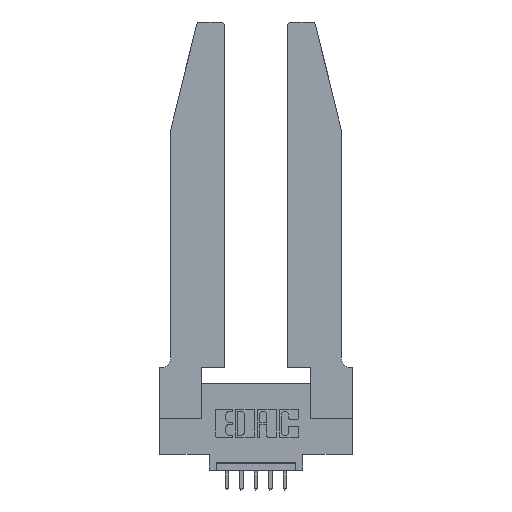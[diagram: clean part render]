
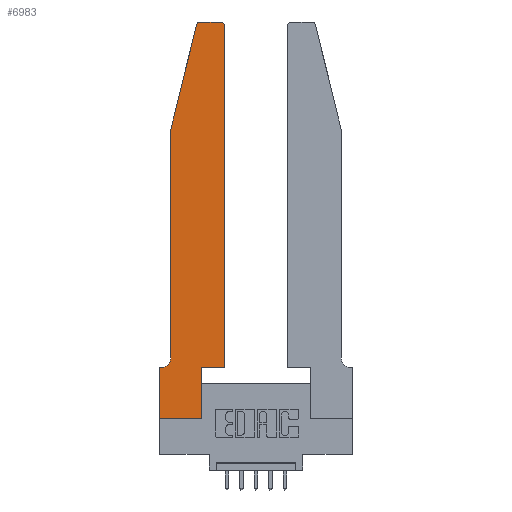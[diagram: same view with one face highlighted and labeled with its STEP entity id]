
A CAD part, top view. The second image highlights one B-rep face of the part: STEP entity #6983.
In plain terms, the highlighted planar face has unit normal (0, 0, 1).
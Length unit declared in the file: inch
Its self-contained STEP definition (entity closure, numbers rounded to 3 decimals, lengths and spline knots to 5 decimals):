
#16 = CARTESIAN_POINT ( 'NONE',  ( 0.4205, 2.72, 0.37 ) ) ;
#67 = DIRECTION ( 'NONE',  ( 0., 0., 1. ) ) ;
#86 = VECTOR ( 'NONE', #659, 39.37008 ) ;
#339 = ORIENTED_EDGE ( 'NONE', *, *, #13282, .T. ) ;
#345 = VERTEX_POINT ( 'NONE', #5950 ) ;
#607 = VECTOR ( 'NONE', #10703, 39.37008 ) ;
#659 = DIRECTION ( 'NONE',  ( -0.239, -0.971, 0. ) ) ;
#716 = CARTESIAN_POINT ( 'NONE',  ( 0.0755, 2., 0.37 ) ) ;
#720 = LINE ( 'NONE', #12060, #3533 ) ;
#790 = DIRECTION ( 'NONE',  ( -1., 0., 0. ) ) ;
#987 = AXIS2_PLACEMENT_3D ( 'NONE', #9263, #11338, #790 ) ;
#1010 = VECTOR ( 'NONE', #10230, 39.37008 ) ;
#1032 = VERTEX_POINT ( 'NONE', #3940 ) ;
#1039 = CARTESIAN_POINT ( 'NONE',  ( 0.0055, 0.35, 0.37 ) ) ;
#1221 = LINE ( 'NONE', #716, #12094 ) ;
#1250 = ORIENTED_EDGE ( 'NONE', *, *, #8743, .T. ) ;
#1330 = CARTESIAN_POINT ( 'NONE',  ( 0., 0.35, 0.37 ) ) ;
#1559 = EDGE_CURVE ( 'NONE', #10516, #1032, #5996, .T. ) ;
#1853 = DIRECTION ( 'NONE',  ( -1., 0., 0. ) ) ;
#2092 = CIRCLE ( 'NONE', #4157, 0.03 ) ;
#2251 = DIRECTION ( 'NONE',  ( 0., 0., 1. ) ) ;
#2341 = CARTESIAN_POINT ( 'NONE',  ( 0., 0., 0.37 ) ) ;
#2373 = VERTEX_POINT ( 'NONE', #4187 ) ;
#2480 = VECTOR ( 'NONE', #4316, 39.37008 ) ;
#2830 = VERTEX_POINT ( 'NONE', #5020 ) ;
#3006 = LINE ( 'NONE', #11335, #6617 ) ;
#3299 = LINE ( 'NONE', #12609, #2480 ) ;
#3361 = DIRECTION ( 'NONE',  ( 1., 0., 0. ) ) ;
#3442 = VERTEX_POINT ( 'NONE', #12732 ) ;
#3533 = VECTOR ( 'NONE', #12259, 39.37008 ) ;
#3782 = CARTESIAN_POINT ( 'NONE',  ( 0.4505, 0.35, 0.37 ) ) ;
#3911 = CARTESIAN_POINT ( 'NONE',  ( 0.284, 2.75, 0.37 ) ) ;
#3940 = CARTESIAN_POINT ( 'NONE',  ( 0.0755, 2., 0.37 ) ) ;
#4150 = ORIENTED_EDGE ( 'NONE', *, *, #6582, .T. ) ;
#4157 = AXIS2_PLACEMENT_3D ( 'NONE', #16, #67, #11622 ) ;
#4187 = CARTESIAN_POINT ( 'NONE',  ( 0.2865, 0., 0.37 ) ) ;
#4313 = CARTESIAN_POINT ( 'NONE',  ( 0.25487, 2.72718, 0.37 ) ) ;
#4316 = DIRECTION ( 'NONE',  ( -1., 0., 0. ) ) ;
#4549 = EDGE_CURVE ( 'NONE', #3442, #6004, #3299, .T. ) ;
#4752 = CARTESIAN_POINT ( 'NONE',  ( 0.0755, 2., 0.37 ) ) ;
#4857 = ORIENTED_EDGE ( 'NONE', *, *, #13181, .T. ) ;
#4959 = CARTESIAN_POINT ( 'NONE',  ( 0.0755, 0.35, 0.37 ) ) ;
#5020 = CARTESIAN_POINT ( 'NONE',  ( 0.4505, 0.35, 0.37 ) ) ;
#5054 = ORIENTED_EDGE ( 'NONE', *, *, #10720, .T. ) ;
#5117 = FACE_OUTER_BOUND ( 'NONE', #8202, .T. ) ;
#5950 = CARTESIAN_POINT ( 'NONE',  ( 0.0755, 0.42, 0.37 ) ) ;
#5996 = LINE ( 'NONE', #4752, #86 ) ;
#6004 = VERTEX_POINT ( 'NONE', #3911 ) ;
#6106 = VECTOR ( 'NONE', #1853, 39.37008 ) ;
#6429 = DIRECTION ( 'NONE',  ( 0., 0., 1. ) ) ;
#6536 = CARTESIAN_POINT ( 'NONE',  ( 0., 0., 0.37 ) ) ;
#6582 = EDGE_CURVE ( 'NONE', #8699, #12341, #8403, .T. ) ;
#6617 = VECTOR ( 'NONE', #12400, 39.37008 ) ;
#6682 = CARTESIAN_POINT ( 'NONE',  ( 0., 0.35, 0.37 ) ) ;
#6788 = ORIENTED_EDGE ( 'NONE', *, *, #1559, .T. ) ;
#6983 = ADVANCED_FACE ( 'NONE', ( #5117 ), #7426, .T. ) ;
#7182 = ORIENTED_EDGE ( 'NONE', *, *, #12442, .T. ) ;
#7426 = PLANE ( 'NONE',  #7449 ) ;
#7449 = AXIS2_PLACEMENT_3D ( 'NONE', #1330, #6429, #9590 ) ;
#7461 = VERTEX_POINT ( 'NONE', #7782 ) ;
#7483 = VERTEX_POINT ( 'NONE', #11188 ) ;
#7782 = CARTESIAN_POINT ( 'NONE',  ( 0.4505, 2.72, 0.37 ) ) ;
#8202 = EDGE_LOOP ( 'NONE', ( #12700, #12733, #6788, #12959, #12063, #4150, #5054, #339, #7182, #1250, #4857, #8597 ) ) ;
#8336 = VERTEX_POINT ( 'NONE', #6536 ) ;
#8403 = LINE ( 'NONE', #4959, #6106 ) ;
#8597 = ORIENTED_EDGE ( 'NONE', *, *, #9323, .T. ) ;
#8625 = AXIS2_PLACEMENT_3D ( 'NONE', #11635, #2251, #3361 ) ;
#8679 = EDGE_CURVE ( 'NONE', #6004, #10516, #10842, .T. ) ;
#8699 = VERTEX_POINT ( 'NONE', #1039 ) ;
#8743 = EDGE_CURVE ( 'NONE', #7483, #2830, #9509, .T. ) ;
#8936 = CIRCLE ( 'NONE', #987, 0.07 ) ;
#8984 = CARTESIAN_POINT ( 'NONE',  ( 0.4505, 0.35, 0.37 ) ) ;
#8989 = LINE ( 'NONE', #2341, #607 ) ;
#9144 = DIRECTION ( 'NONE',  ( 0., -1., 0. ) ) ;
#9263 = CARTESIAN_POINT ( 'NONE',  ( 0.0055, 0.42, 0.37 ) ) ;
#9323 = EDGE_CURVE ( 'NONE', #7461, #3442, #2092, .T. ) ;
#9509 = LINE ( 'NONE', #3782, #12489 ) ;
#9590 = DIRECTION ( 'NONE',  ( 1., 0., 0. ) ) ;
#10077 = LINE ( 'NONE', #8984, #1010 ) ;
#10230 = DIRECTION ( 'NONE',  ( 0., 1., 0. ) ) ;
#10516 = VERTEX_POINT ( 'NONE', #4313 ) ;
#10703 = DIRECTION ( 'NONE',  ( 0., -1., 0. ) ) ;
#10720 = EDGE_CURVE ( 'NONE', #12341, #8336, #8989, .T. ) ;
#10842 = CIRCLE ( 'NONE', #8625, 0.03 ) ;
#11188 = CARTESIAN_POINT ( 'NONE',  ( 0.2865, 0.35, 0.37 ) ) ;
#11335 = CARTESIAN_POINT ( 'NONE',  ( 0., 0., 0.37 ) ) ;
#11338 = DIRECTION ( 'NONE',  ( 0., 0., -1. ) ) ;
#11622 = DIRECTION ( 'NONE',  ( 1., 0., 0. ) ) ;
#11635 = CARTESIAN_POINT ( 'NONE',  ( 0.284, 2.72, 0.37 ) ) ;
#11874 = EDGE_CURVE ( 'NONE', #1032, #345, #1221, .T. ) ;
#12060 = CARTESIAN_POINT ( 'NONE',  ( 0.2865, 0.35, 0.37 ) ) ;
#12063 = ORIENTED_EDGE ( 'NONE', *, *, #12524, .T. ) ;
#12094 = VECTOR ( 'NONE', #9144, 39.37008 ) ;
#12259 = DIRECTION ( 'NONE',  ( 0., 1., 0. ) ) ;
#12341 = VERTEX_POINT ( 'NONE', #6682 ) ;
#12400 = DIRECTION ( 'NONE',  ( 1., 0., 0. ) ) ;
#12442 = EDGE_CURVE ( 'NONE', #2373, #7483, #720, .T. ) ;
#12489 = VECTOR ( 'NONE', #12940, 39.37008 ) ;
#12524 = EDGE_CURVE ( 'NONE', #345, #8699, #8936, .T. ) ;
#12609 = CARTESIAN_POINT ( 'NONE',  ( 0.2605, 2.75, 0.37 ) ) ;
#12700 = ORIENTED_EDGE ( 'NONE', *, *, #4549, .T. ) ;
#12732 = CARTESIAN_POINT ( 'NONE',  ( 0.4205, 2.75, 0.37 ) ) ;
#12733 = ORIENTED_EDGE ( 'NONE', *, *, #8679, .T. ) ;
#12940 = DIRECTION ( 'NONE',  ( 1., 0., 0. ) ) ;
#12959 = ORIENTED_EDGE ( 'NONE', *, *, #11874, .T. ) ;
#13181 = EDGE_CURVE ( 'NONE', #2830, #7461, #10077, .T. ) ;
#13282 = EDGE_CURVE ( 'NONE', #8336, #2373, #3006, .T. ) ;
